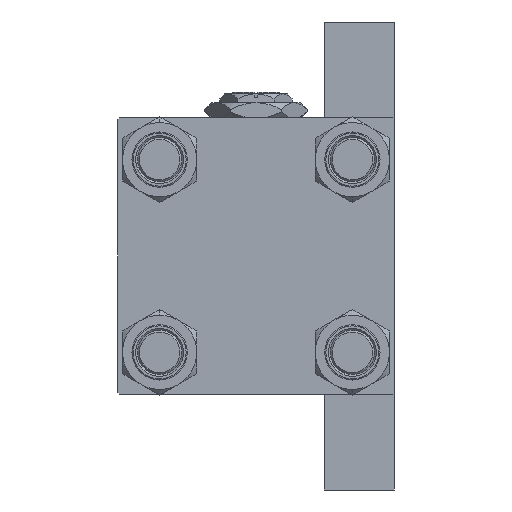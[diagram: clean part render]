
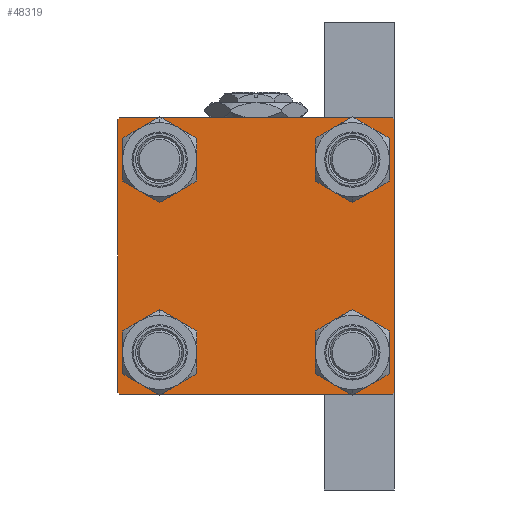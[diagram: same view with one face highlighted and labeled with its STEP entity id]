
A CAD part, left-side view. The second image highlights one B-rep face of the part: STEP entity #48319.
In plain terms, the highlighted planar face has unit normal (-1, 0, 0).
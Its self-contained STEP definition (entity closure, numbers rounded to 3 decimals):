
#301 = CARTESIAN_POINT ( 'NONE',  ( 0., 26.15, 26.15 ) ) ;
#407 = ORIENTED_EDGE ( 'NONE', *, *, #28467, .T. ) ;
#1002 = CARTESIAN_POINT ( 'NONE',  ( 0., 37., 37.5 ) ) ;
#1638 = ORIENTED_EDGE ( 'NONE', *, *, #4253, .T. ) ;
#1722 = LINE ( 'NONE', #28864, #25745 ) ;
#2131 = CARTESIAN_POINT ( 'NONE',  ( 0., -37.5, 37.5 ) ) ;
#2213 = LINE ( 'NONE', #9574, #36719 ) ;
#2383 = ORIENTED_EDGE ( 'NONE', *, *, #25457, .F. ) ;
#2737 = DIRECTION ( 'NONE',  ( 0., 0., 1. ) ) ;
#2911 = VECTOR ( 'NONE', #31508, 1000. ) ;
#3079 = VERTEX_POINT ( 'NONE', #42912 ) ;
#3911 = CARTESIAN_POINT ( 'NONE',  ( 0., -37., -37.5 ) ) ;
#4097 = VERTEX_POINT ( 'NONE', #48718 ) ;
#4253 = EDGE_CURVE ( 'NONE', #20694, #25434, #32231, .T. ) ;
#4339 = CARTESIAN_POINT ( 'NONE',  ( 0., 37.5, -37.5 ) ) ;
#4639 = EDGE_LOOP ( 'NONE', ( #40933, #16837, #24071, #38957, #2383, #14853, #11422, #44868 ) ) ;
#4755 = AXIS2_PLACEMENT_3D ( 'NONE', #10358, #37485, #2737 ) ;
#4882 = VERTEX_POINT ( 'NONE', #33067 ) ;
#6929 = CARTESIAN_POINT ( 'NONE',  ( 0., 26.15, -19.65 ) ) ;
#7613 = CIRCLE ( 'NONE', #20574, 6.5 ) ;
#7733 = DIRECTION ( 'NONE',  ( 0., 0., -1. ) ) ;
#8238 = DIRECTION ( 'NONE',  ( 0., 0.707, 0.707 ) ) ;
#8415 = VERTEX_POINT ( 'NONE', #20463 ) ;
#8477 = CARTESIAN_POINT ( 'NONE',  ( 0., 37.5, 37.5 ) ) ;
#8842 = VERTEX_POINT ( 'NONE', #6929 ) ;
#9005 = LINE ( 'NONE', #2131, #15991 ) ;
#9491 = CARTESIAN_POINT ( 'NONE',  ( 0., 0., 0. ) ) ;
#9492 = CARTESIAN_POINT ( 'NONE',  ( 0., 37.5, 37. ) ) ;
#9574 = CARTESIAN_POINT ( 'NONE',  ( 0., 37.25, -37.25 ) ) ;
#9991 = VERTEX_POINT ( 'NONE', #32501 ) ;
#10358 = CARTESIAN_POINT ( 'NONE',  ( 0., 26.15, -26.15 ) ) ;
#11185 = DIRECTION ( 'NONE',  ( 0., 0., 1. ) ) ;
#11422 = ORIENTED_EDGE ( 'NONE', *, *, #45764, .F. ) ;
#11425 = EDGE_CURVE ( 'NONE', #25434, #20694, #30320, .T. ) ;
#12005 = DIRECTION ( 'NONE',  ( 1., 0., 0. ) ) ;
#12447 = EDGE_CURVE ( 'NONE', #3079, #4882, #2213, .T. ) ;
#13035 = LINE ( 'NONE', #8477, #42290 ) ;
#13332 = CARTESIAN_POINT ( 'NONE',  ( 0., -26.15, -26.15 ) ) ;
#13596 = AXIS2_PLACEMENT_3D ( 'NONE', #30450, #38053, #11185 ) ;
#13644 = DIRECTION ( 'NONE',  ( 0., -0.707, -0.707 ) ) ;
#13772 = VERTEX_POINT ( 'NONE', #38755 ) ;
#14684 = VERTEX_POINT ( 'NONE', #35528 ) ;
#14853 = ORIENTED_EDGE ( 'NONE', *, *, #22832, .T. ) ;
#15080 = VERTEX_POINT ( 'NONE', #42308 ) ;
#15143 = VERTEX_POINT ( 'NONE', #9492 ) ;
#15574 = ORIENTED_EDGE ( 'NONE', *, *, #32448, .T. ) ;
#15991 = VECTOR ( 'NONE', #39945, 1000. ) ;
#16082 = DIRECTION ( 'NONE',  ( 1., 0., 0. ) ) ;
#16226 = DIRECTION ( 'NONE',  ( 0., -0.707, 0.707 ) ) ;
#16821 = DIRECTION ( 'NONE',  ( 0., 0., 1. ) ) ;
#16837 = ORIENTED_EDGE ( 'NONE', *, *, #12447, .T. ) ;
#17361 = CARTESIAN_POINT ( 'NONE',  ( 0., -26.15, -19.65 ) ) ;
#17779 = EDGE_CURVE ( 'NONE', #30347, #15143, #23662, .T. ) ;
#18734 = VERTEX_POINT ( 'NONE', #36538 ) ;
#19121 = EDGE_LOOP ( 'NONE', ( #47371, #1638 ) ) ;
#19646 = CARTESIAN_POINT ( 'NONE',  ( 0., -26.15, 26.15 ) ) ;
#20399 = LINE ( 'NONE', #23963, #39514 ) ;
#20463 = CARTESIAN_POINT ( 'NONE',  ( 0., -37.5, -37. ) ) ;
#20574 = AXIS2_PLACEMENT_3D ( 'NONE', #28916, #32970, #48443 ) ;
#20694 = VERTEX_POINT ( 'NONE', #32063 ) ;
#20963 = CIRCLE ( 'NONE', #4755, 6.5 ) ;
#21041 = DIRECTION ( 'NONE',  ( 0., -1., 0. ) ) ;
#21166 = DIRECTION ( 'NONE',  ( 0., 0., 1. ) ) ;
#21722 = AXIS2_PLACEMENT_3D ( 'NONE', #301, #12005, #27715 ) ;
#22832 = EDGE_CURVE ( 'NONE', #33568, #13772, #20399, .T. ) ;
#22959 = EDGE_CURVE ( 'NONE', #14684, #4097, #49242, .T. ) ;
#23161 = ORIENTED_EDGE ( 'NONE', *, *, #22959, .T. ) ;
#23190 = EDGE_CURVE ( 'NONE', #32358, #8415, #1722, .T. ) ;
#23620 = LINE ( 'NONE', #4339, #28357 ) ;
#23662 = LINE ( 'NONE', #39126, #2911 ) ;
#23942 = CARTESIAN_POINT ( 'NONE',  ( 0., -26.15, 26.15 ) ) ;
#23954 = DIRECTION ( 'NONE',  ( 0., -1., 0. ) ) ;
#23963 = CARTESIAN_POINT ( 'NONE',  ( 0., -37.25, 37.25 ) ) ;
#24071 = ORIENTED_EDGE ( 'NONE', *, *, #37149, .T. ) ;
#24982 = DIRECTION ( 'NONE',  ( 0., 0., 1. ) ) ;
#25276 = CIRCLE ( 'NONE', #36610, 6.5 ) ;
#25434 = VERTEX_POINT ( 'NONE', #17361 ) ;
#25457 = EDGE_CURVE ( 'NONE', #33568, #8415, #9005, .T. ) ;
#25745 = VECTOR ( 'NONE', #16226, 1000. ) ;
#25872 = CARTESIAN_POINT ( 'NONE',  ( 0., 26.15, 26.15 ) ) ;
#27248 = DIRECTION ( 'NONE',  ( 0., 0., 1. ) ) ;
#27398 = AXIS2_PLACEMENT_3D ( 'NONE', #25872, #36607, #32794 ) ;
#27426 = CIRCLE ( 'NONE', #21722, 6.5 ) ;
#27699 = EDGE_CURVE ( 'NONE', #4097, #14684, #27426, .T. ) ;
#27715 = DIRECTION ( 'NONE',  ( 0., 0., 1. ) ) ;
#28357 = VECTOR ( 'NONE', #21041, 1000. ) ;
#28467 = EDGE_CURVE ( 'NONE', #8842, #15080, #20963, .T. ) ;
#28864 = CARTESIAN_POINT ( 'NONE',  ( 0., -37.25, -37.25 ) ) ;
#28916 = CARTESIAN_POINT ( 'NONE',  ( 0., 26.15, -26.15 ) ) ;
#29453 = EDGE_LOOP ( 'NONE', ( #15574, #37140 ) ) ;
#29527 = FACE_BOUND ( 'NONE', #44236, .T. ) ;
#30320 = CIRCLE ( 'NONE', #48020, 6.5 ) ;
#30347 = VERTEX_POINT ( 'NONE', #1002 ) ;
#30450 = CARTESIAN_POINT ( 'NONE',  ( 0., -26.15, -26.15 ) ) ;
#30544 = DIRECTION ( 'NONE',  ( 1., 0., 0. ) ) ;
#31508 = DIRECTION ( 'NONE',  ( 0., 0.707, -0.707 ) ) ;
#31646 = AXIS2_PLACEMENT_3D ( 'NONE', #19646, #30544, #27248 ) ;
#32063 = CARTESIAN_POINT ( 'NONE',  ( 0., -26.15, -32.65 ) ) ;
#32231 = CIRCLE ( 'NONE', #13596, 6.5 ) ;
#32358 = VERTEX_POINT ( 'NONE', #3911 ) ;
#32448 = EDGE_CURVE ( 'NONE', #9991, #18734, #34070, .T. ) ;
#32465 = ORIENTED_EDGE ( 'NONE', *, *, #27699, .T. ) ;
#32501 = CARTESIAN_POINT ( 'NONE',  ( 0., -26.15, 32.65 ) ) ;
#32578 = FACE_BOUND ( 'NONE', #29453, .T. ) ;
#32591 = DIRECTION ( 'NONE',  ( 1., 0., 0. ) ) ;
#32794 = DIRECTION ( 'NONE',  ( 0., 0., 1. ) ) ;
#32970 = DIRECTION ( 'NONE',  ( 1., 0., 0. ) ) ;
#33067 = CARTESIAN_POINT ( 'NONE',  ( 0., 37., -37.5 ) ) ;
#33326 = FACE_OUTER_BOUND ( 'NONE', #4639, .T. ) ;
#33568 = VERTEX_POINT ( 'NONE', #50160 ) ;
#33590 = EDGE_LOOP ( 'NONE', ( #407, #41188 ) ) ;
#34070 = CIRCLE ( 'NONE', #31646, 6.5 ) ;
#34963 = VECTOR ( 'NONE', #7733, 1000. ) ;
#35528 = CARTESIAN_POINT ( 'NONE',  ( 0., 26.15, 19.65 ) ) ;
#36538 = CARTESIAN_POINT ( 'NONE',  ( 0., -26.15, 19.65 ) ) ;
#36607 = DIRECTION ( 'NONE',  ( 1., 0., 0. ) ) ;
#36610 = AXIS2_PLACEMENT_3D ( 'NONE', #23942, #16082, #16821 ) ;
#36719 = VECTOR ( 'NONE', #13644, 1000. ) ;
#37140 = ORIENTED_EDGE ( 'NONE', *, *, #45000, .T. ) ;
#37149 = EDGE_CURVE ( 'NONE', #4882, #32358, #23620, .T. ) ;
#37485 = DIRECTION ( 'NONE',  ( 1., 0., 0. ) ) ;
#38053 = DIRECTION ( 'NONE',  ( 1., 0., 0. ) ) ;
#38755 = CARTESIAN_POINT ( 'NONE',  ( 0., -37., 37.5 ) ) ;
#38957 = ORIENTED_EDGE ( 'NONE', *, *, #23190, .T. ) ;
#39126 = CARTESIAN_POINT ( 'NONE',  ( 0., 37.25, 37.25 ) ) ;
#39179 = CARTESIAN_POINT ( 'NONE',  ( 0., 37.5, 37.5 ) ) ;
#39514 = VECTOR ( 'NONE', #8238, 1000. ) ;
#39945 = DIRECTION ( 'NONE',  ( 0., 0., -1. ) ) ;
#40185 = FACE_BOUND ( 'NONE', #19121, .T. ) ;
#40933 = ORIENTED_EDGE ( 'NONE', *, *, #43613, .T. ) ;
#41188 = ORIENTED_EDGE ( 'NONE', *, *, #49994, .T. ) ;
#42290 = VECTOR ( 'NONE', #23954, 1000. ) ;
#42308 = CARTESIAN_POINT ( 'NONE',  ( 0., 26.15, -32.65 ) ) ;
#42467 = LINE ( 'NONE', #39179, #34963 ) ;
#42912 = CARTESIAN_POINT ( 'NONE',  ( 0., 37.5, -37. ) ) ;
#43613 = EDGE_CURVE ( 'NONE', #15143, #3079, #42467, .T. ) ;
#44022 = AXIS2_PLACEMENT_3D ( 'NONE', #9491, #44990, #21166 ) ;
#44236 = EDGE_LOOP ( 'NONE', ( #32465, #23161 ) ) ;
#44868 = ORIENTED_EDGE ( 'NONE', *, *, #17779, .T. ) ;
#44990 = DIRECTION ( 'NONE',  ( -1., 0., 0. ) ) ;
#45000 = EDGE_CURVE ( 'NONE', #18734, #9991, #25276, .T. ) ;
#45764 = EDGE_CURVE ( 'NONE', #30347, #13772, #13035, .T. ) ;
#47371 = ORIENTED_EDGE ( 'NONE', *, *, #11425, .T. ) ;
#48020 = AXIS2_PLACEMENT_3D ( 'NONE', #13332, #32591, #24982 ) ;
#48046 = PLANE ( 'NONE',  #44022 ) ;
#48295 = FACE_BOUND ( 'NONE', #33590, .T. ) ;
#48319 = ADVANCED_FACE ( 'NONE', ( #32578, #40185, #48295, #29527, #33326 ), #48046, .T. ) ;
#48443 = DIRECTION ( 'NONE',  ( 0., 0., 1. ) ) ;
#48718 = CARTESIAN_POINT ( 'NONE',  ( 0., 26.15, 32.65 ) ) ;
#49242 = CIRCLE ( 'NONE', #27398, 6.5 ) ;
#49994 = EDGE_CURVE ( 'NONE', #15080, #8842, #7613, .T. ) ;
#50160 = CARTESIAN_POINT ( 'NONE',  ( 0., -37.5, 37. ) ) ;
